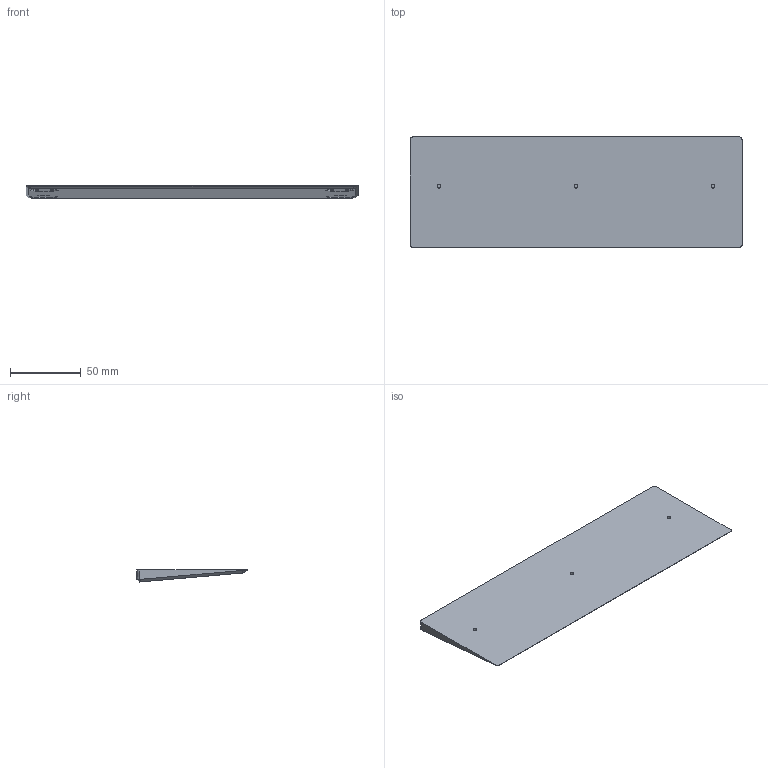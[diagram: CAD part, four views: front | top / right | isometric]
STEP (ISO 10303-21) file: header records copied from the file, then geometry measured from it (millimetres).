
FILE_DESCRIPTION(/* description */ (''),/* implementation_level */ '2;1');
FILE_NAME(/* name */ 'Carpool-Angle.step',/* time_stamp */ '2021-06-11T23:49:10-04:00',/* author */ (''),/* organization */ (''),/* preprocessor_version */ 'ST-DEVELOPER v18.1',/* originating_system */ 'Autodesk Translation Framework v10.9.0.1377',/* authorisation */ '');
FILE_SCHEMA (('AUTOMOTIVE_DESIGN { 1 0 10303 214 3 1 1 }'));
Length unit declared in the file: millimetre
Products named in the file (1): Carpool-Angle
Bounding box: 235 x 78 x 8.5 mm (x, y, z)
Volume: 94391.9 mm3; surface area: 39519.4 mm2
Topology: 1 solids, 1 shells, 30 faces, 63 edges, 42 vertices
Faces by surface type: plane 17, cylinder 7, bspline 6
Full cylindrical faces by diameter (mm): 2.5 x3, 20 x4
Entity records: 1041 total; most frequent: CARTESIAN_POINT 421, ORIENTED_EDGE 126, DIRECTION 97, EDGE_CURVE 63, VERTEX_POINT 42, AXIS2_PLACEMENT_3D 39, EDGE_LOOP 37, B_SPLINE_CURVE_WITH_KNOTS 30
